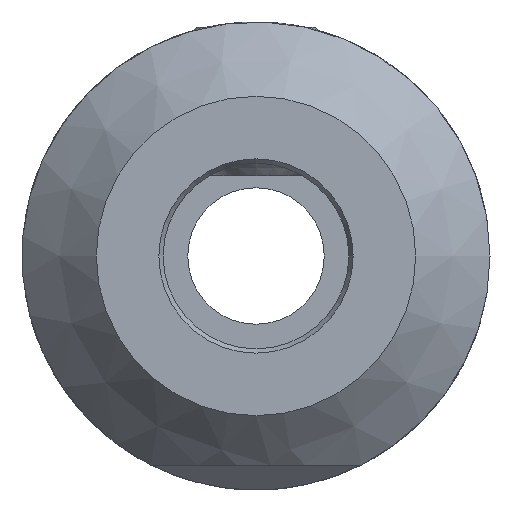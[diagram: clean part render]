
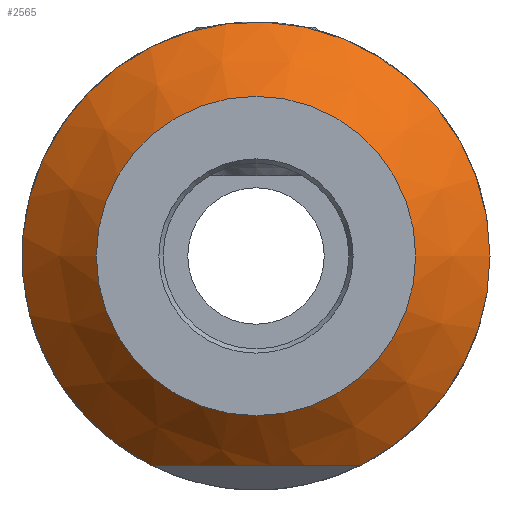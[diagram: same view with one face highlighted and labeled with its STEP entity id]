
A CAD part, left-side view. The second image highlights one B-rep face of the part: STEP entity #2565.
In plain terms, the highlighted conical face has half-angle 45 degrees and reference radius 26.5 mm.
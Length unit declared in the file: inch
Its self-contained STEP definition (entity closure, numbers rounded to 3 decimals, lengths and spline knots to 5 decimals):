
#167=(
BOUNDED_CURVE()
B_SPLINE_CURVE(2,(#4434,#4435,#4436),.UNSPECIFIED.,.F.,.F.)
B_SPLINE_CURVE_WITH_KNOTS((3,3),(0.,2.90551),.UNSPECIFIED.)
CURVE()
GEOMETRIC_REPRESENTATION_ITEM()
RATIONAL_B_SPLINE_CURVE((1.,1.119,1.))
REPRESENTATION_ITEM('')
);
#394=FACE_OUTER_BOUND('',#552,.T.);
#552=EDGE_LOOP('',(#2246,#2247,#2248,#2249,#2250,#2251,#2252));
#673=LINE('',#5737,#790);
#790=VECTOR('',#3499,1.04331);
#812=CIRCLE('',#2631,1.24016);
#813=CIRCLE('',#2633,1.24016);
#869=CIRCLE('',#2734,0.84646);
#870=CIRCLE('',#2735,0.84646);
#967=VERTEX_POINT('',#3698);
#968=VERTEX_POINT('',#3700);
#971=VERTEX_POINT('',#3706);
#1082=VERTEX_POINT('',#4470);
#1083=VERTEX_POINT('',#4471);
#1231=EDGE_CURVE('',#967,#968,#812,.T.);
#1235=EDGE_CURVE('',#971,#967,#813,.T.);
#1363=EDGE_CURVE('',#971,#968,#167,.T.);
#1379=EDGE_CURVE('',#1082,#1083,#869,.T.);
#1380=EDGE_CURVE('',#1083,#1082,#870,.T.);
#1536=EDGE_CURVE('',#967,#1083,#673,.T.);
#2246=ORIENTED_EDGE('',*,*,#1363,.T.);
#2247=ORIENTED_EDGE('',*,*,#1231,.F.);
#2248=ORIENTED_EDGE('',*,*,#1536,.T.);
#2249=ORIENTED_EDGE('',*,*,#1380,.T.);
#2250=ORIENTED_EDGE('',*,*,#1379,.T.);
#2251=ORIENTED_EDGE('',*,*,#1536,.F.);
#2252=ORIENTED_EDGE('',*,*,#1235,.F.);
#2293=CONICAL_SURFACE('',#2851,1.04331,0.785);
#2565=ADVANCED_FACE('',(#394),#2293,.T.);
#2631=AXIS2_PLACEMENT_3D('',#3701,#2966,#2967);
#2633=AXIS2_PLACEMENT_3D('',#3708,#2972,#2973);
#2734=AXIS2_PLACEMENT_3D('',#4472,#3217,#3218);
#2735=AXIS2_PLACEMENT_3D('',#4473,#3219,#3220);
#2851=AXIS2_PLACEMENT_3D('',#5736,#3497,#3498);
#2966=DIRECTION('center_axis',(1.,0.,0.));
#2967=DIRECTION('ref_axis',(0.,1.,0.));
#2972=DIRECTION('center_axis',(1.,0.,0.));
#2973=DIRECTION('ref_axis',(0.,1.,0.));
#3217=DIRECTION('center_axis',(1.,0.,0.));
#3218=DIRECTION('ref_axis',(0.,1.,0.));
#3219=DIRECTION('center_axis',(1.,0.,0.));
#3220=DIRECTION('ref_axis',(0.,1.,0.));
#3497=DIRECTION('center_axis',(1.,0.,0.));
#3498=DIRECTION('ref_axis',(0.,1.,0.));
#3499=DIRECTION('',(-0.707,0.707,0.));
#3698=CARTESIAN_POINT('',(-2.75591,-1.24016,0.));
#3700=CARTESIAN_POINT('',(-2.75591,-0.55654,-1.10827));
#3701=CARTESIAN_POINT('Origin',(-2.75591,0.,
0.));
#3706=CARTESIAN_POINT('',(-2.75591,0.55654,-1.10827));
#3708=CARTESIAN_POINT('Origin',(-2.75591,0.,
0.));
#4434=CARTESIAN_POINT('Ctrl Pts',(-2.75591,0.55654,-1.10827));
#4435=CARTESIAN_POINT('Ctrl Pts',(-3.00566,0.,
-1.10827));
#4436=CARTESIAN_POINT('Ctrl Pts',(-2.75591,-0.55654,
-1.10827));
#4470=CARTESIAN_POINT('',(-3.14961,0.84646,0.));
#4471=CARTESIAN_POINT('',(-3.14961,-0.84646,0.));
#4472=CARTESIAN_POINT('Origin',(-3.14961,0.,
0.));
#4473=CARTESIAN_POINT('Origin',(-3.14961,0.,
0.));
#5736=CARTESIAN_POINT('Origin',(-2.95276,0.,
0.));
#5737=CARTESIAN_POINT('',(-2.95276,-1.04331,0.));
